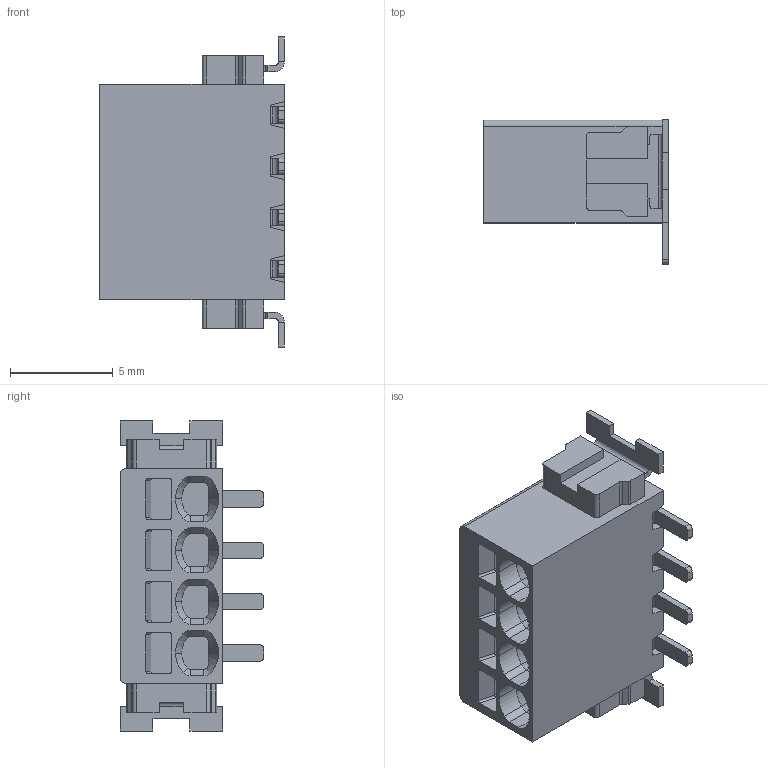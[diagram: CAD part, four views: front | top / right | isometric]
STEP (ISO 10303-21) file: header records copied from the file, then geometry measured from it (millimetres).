
FILE_DESCRIPTION(('SolidDesigner STEP Export'),'2;1');
FILE_NAME('ptsm_0.5-4-2.5_smd_v.stp','2009-03-25T 8:49:14',(''),(''),'CoCreate Modeling STEP processor for AP214 (Solid Model)','CoCreate Modeling 16.00A 16-Aug-2008 (C) Parametric Technology GmbH','');
FILE_SCHEMA(('AUTOMOTIVE_DESIGN { 1 0 10303 214 1 1 1 1 }'));
Length unit declared in the file: millimetre
Products named in the file (2): ptsm_0.5-4-2.5_smd_v
Assembly tree (1 placements, depth 2):
  ptsm_0.5-4-2.5_smd_v
    ptsm_0.5-4-2.5_smd_v
Bounding box: 9 x 7 x 15.1 mm (x, y, z)
Volume: 444 mm3; surface area: 610.3 mm2
Topology: 1 solids, 1 shells, 378 faces, 984 edges, 624 vertices
Faces by surface type: plane 200, cylinder 146, cone 32
Entity records: 14568 total; most frequent: CARTESIAN_POINT 2241, ORIENTED_EDGE 1968, DIRECTION 1908, EDGE_CURVE 984, VECTOR 686, LINE 686, VERTEX_POINT 624, AXIS2_PLACEMENT_3D 611
